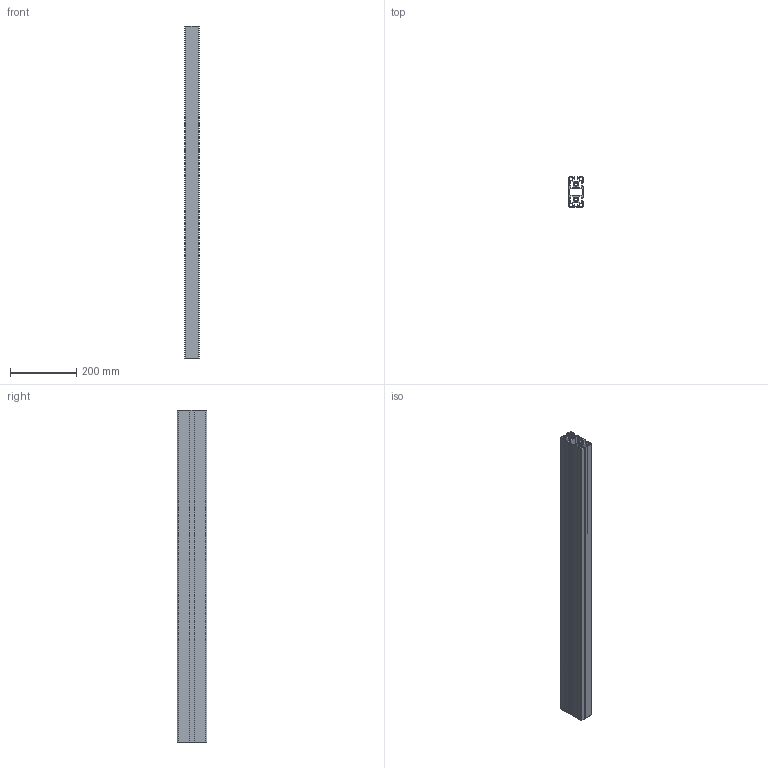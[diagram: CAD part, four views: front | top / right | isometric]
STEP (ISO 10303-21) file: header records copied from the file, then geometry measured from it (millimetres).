
FILE_DESCRIPTION(/* description */ ('Titel eingeben'),/* implementation_level */ '2;1');
FILE_NAME(/* name */ '80065_KriTec_Profil_10_90x45_3N_90Grad.stp',/* time_stamp */ '2017-10-23T13:25:17+02:00',/* author */ ('Steiner'),/* organization */ (''),/* preprocessor_version */ 'ST-DEVELOPER v16.1',/* originating_system */ 'Autodesk Inventor 2016',/* authorisation */ '');
FILE_SCHEMA (('CONFIG_CONTROL_DESIGN'));
Length unit declared in the file: millimetre
Products named in the file (1): 80065_KriTec_Profil_10_90x45_3N_90°
Bounding box: 45 x 90 x 1000 mm (x, y, z)
Volume: 1164054.4 mm3; surface area: 1035679.6 mm2
Topology: 1 solids, 1 shells, 210 faces, 624 edges, 416 vertices
Faces by surface type: plane 164, cylinder 46
Entity records: 7044 total; most frequent: CARTESIAN_POINT 1251, ORIENTED_EDGE 1248, DIRECTION 1138, EDGE_CURVE 624, LINE 532, VECTOR 532, VERTEX_POINT 416, AXIS2_PLACEMENT_3D 303
